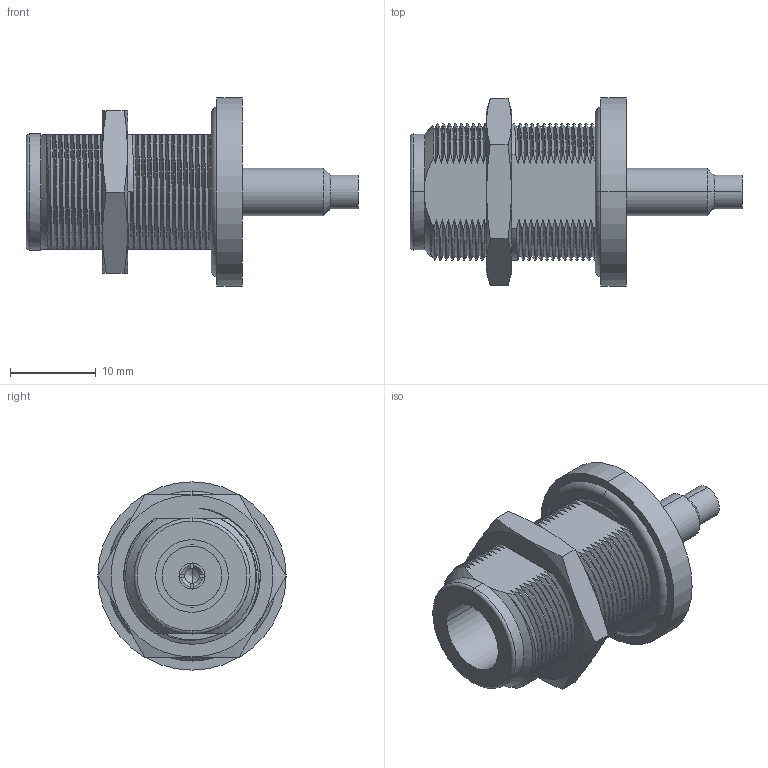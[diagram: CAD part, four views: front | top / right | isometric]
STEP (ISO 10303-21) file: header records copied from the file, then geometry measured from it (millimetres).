
FILE_DESCRIPTION((''),'2;1');
FILE_NAME('PRT0001','2021-08-14T',('1111'),(''),'PRO/ENGINEER BY PARAMETRIC TECHNOLOGY CORPORATION, 2012090','PRO/ENGINEER BY PARAMETRIC TECHNOLOGY CORPORATION, 2012090','');
FILE_SCHEMA(('CONFIG_CONTROL_DESIGN'));
Products named in the file (1): PRT0001
Bounding box: 38.81 x 22 x 22 mm (x, y, z)
Volume: 5009.9 mm3; surface area: 3796.6 mm2
Topology: 1 solids, 1 shells, 253 faces, 694 edges, 451 vertices
Faces by surface type: bspline 106, cylinder 69, plane 53, cone 19, torus 6
Entity records: 36547 total; most frequent: CARTESIAN_POINT 31095, ORIENTED_EDGE 1384, DIRECTION 700, EDGE_CURVE 692, VERTEX_POINT 451, B_SPLINE_CURVE_WITH_KNOTS 384, EDGE_LOOP 263, FACE_OUTER_BOUND 253
